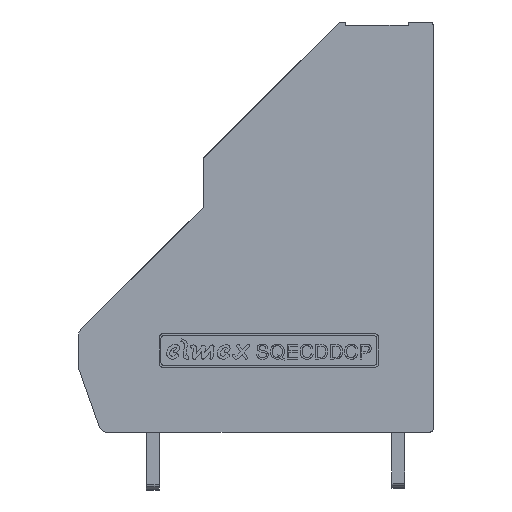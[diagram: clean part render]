
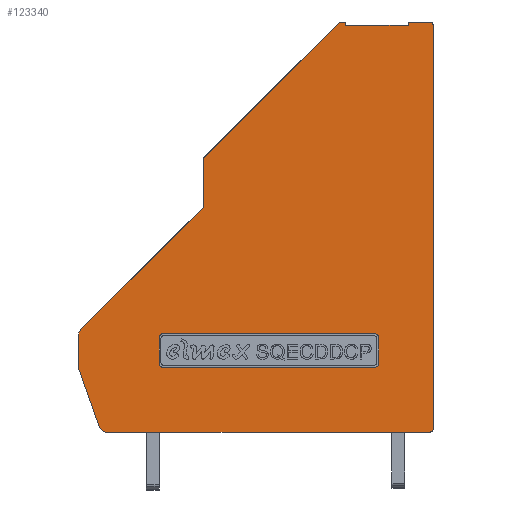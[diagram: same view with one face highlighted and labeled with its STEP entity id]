
A CAD part, front view. The second image highlights one B-rep face of the part: STEP entity #123340.
In plain terms, the highlighted planar face has unit normal (0, -1, 0).
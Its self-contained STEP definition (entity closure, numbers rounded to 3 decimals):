
#5388=CIRCLE('',#130494,0.25);
#5389=CIRCLE('',#130497,0.25);
#5390=CIRCLE('',#130500,0.25);
#5391=CIRCLE('',#130503,0.25);
#5393=CIRCLE('',#130512,0.25);
#5395=CIRCLE('',#130517,0.5);
#5479=CIRCLE('',#130727,0.5);
#5592=CIRCLE('',#131061,0.25);
#5594=CIRCLE('',#131065,0.5);
#13109=LINE('',#188071,#21668);
#13112=LINE('',#188079,#21671);
#13115=LINE('',#188087,#21674);
#13118=LINE('',#188095,#21677);
#13120=LINE('',#188100,#21679);
#13123=LINE('',#188106,#21682);
#13126=LINE('',#188112,#21685);
#13129=LINE('',#188118,#21688);
#13132=LINE('',#188124,#21691);
#13136=LINE('',#188136,#21695);
#13142=LINE('',#188149,#21701);
#13146=LINE('',#188161,#21705);
#13316=LINE('',#188827,#21875);
#13661=LINE('',#190659,#22220);
#13789=LINE('',#190941,#22348);
#13790=LINE('',#190942,#22349);
#21668=VECTOR('',#151839,1000.);
#21671=VECTOR('',#151848,1000.);
#21674=VECTOR('',#151857,1000.);
#21677=VECTOR('',#151866,1000.);
#21679=VECTOR('',#151870,1000.);
#21682=VECTOR('',#151875,1000.);
#21685=VECTOR('',#151880,1000.);
#21688=VECTOR('',#151885,1000.);
#21691=VECTOR('',#151890,1000.);
#21695=VECTOR('',#151902,1000.);
#21701=VECTOR('',#151910,1000.);
#21705=VECTOR('',#151922,1000.);
#21875=VECTOR('',#152504,1000.);
#22220=VECTOR('',#153387,1000.);
#22348=VECTOR('',#153661,1000.);
#22349=VECTOR('',#153662,1000.);
#46004=ORIENTED_EDGE('',*,*,#60347,.T.);
#46005=ORIENTED_EDGE('',*,*,#60344,.T.);
#46006=ORIENTED_EDGE('',*,*,#60341,.T.);
#46007=ORIENTED_EDGE('',*,*,#61273,.T.);
#46008=ORIENTED_EDGE('',*,*,#61274,.T.);
#46009=ORIENTED_EDGE('',*,*,#61268,.T.);
#46010=ORIENTED_EDGE('',*,*,#60335,.T.);
#46011=ORIENTED_EDGE('',*,*,#60334,.T.);
#46012=ORIENTED_EDGE('',*,*,#60329,.T.);
#46013=ORIENTED_EDGE('',*,*,#60326,.T.);
#46014=ORIENTED_EDGE('',*,*,#60323,.T.);
#46015=ORIENTED_EDGE('',*,*,#60320,.T.);
#46016=ORIENTED_EDGE('',*,*,#60317,.T.);
#46017=ORIENTED_EDGE('',*,*,#61127,.T.);
#46018=ORIENTED_EDGE('',*,*,#60624,.T.);
#46019=ORIENTED_EDGE('',*,*,#61275,.T.);
#46020=ORIENTED_EDGE('',*,*,#60632,.T.);
#46021=ORIENTED_EDGE('',*,*,#60315,.T.);
#46022=ORIENTED_EDGE('',*,*,#60313,.T.);
#46023=ORIENTED_EDGE('',*,*,#60311,.T.);
#46024=ORIENTED_EDGE('',*,*,#60309,.T.);
#46025=ORIENTED_EDGE('',*,*,#60307,.T.);
#46026=ORIENTED_EDGE('',*,*,#60305,.T.);
#46027=ORIENTED_EDGE('',*,*,#60303,.T.);
#46028=ORIENTED_EDGE('',*,*,#60301,.T.);
#60301=EDGE_CURVE('',#69849,#69848,#5388,.F.);
#60303=EDGE_CURVE('',#69850,#69849,#13109,.T.);
#60305=EDGE_CURVE('',#69851,#69850,#5389,.F.);
#60307=EDGE_CURVE('',#69852,#69851,#13112,.T.);
#60309=EDGE_CURVE('',#69853,#69852,#5390,.F.);
#60311=EDGE_CURVE('',#69854,#69853,#13115,.T.);
#60313=EDGE_CURVE('',#69855,#69854,#5391,.F.);
#60315=EDGE_CURVE('',#69848,#69855,#13118,.T.);
#60317=EDGE_CURVE('',#69858,#69857,#13120,.T.);
#60320=EDGE_CURVE('',#69860,#69858,#13123,.T.);
#60323=EDGE_CURVE('',#69862,#69860,#13126,.T.);
#60326=EDGE_CURVE('',#69864,#69862,#13129,.T.);
#60329=EDGE_CURVE('',#69866,#69864,#13132,.T.);
#60334=EDGE_CURVE('',#69869,#69866,#5393,.T.);
#60335=EDGE_CURVE('',#69870,#69869,#13136,.T.);
#60341=EDGE_CURVE('',#69872,#69875,#13142,.T.);
#60344=EDGE_CURVE('',#69877,#69872,#5395,.T.);
#60347=EDGE_CURVE('',#69878,#69877,#13146,.T.);
#60624=EDGE_CURVE('',#70026,#70025,#13316,.T.);
#60632=EDGE_CURVE('',#70028,#69878,#5479,.T.);
#61127=EDGE_CURVE('',#69857,#70026,#13661,.T.);
#61268=EDGE_CURVE('',#70396,#69870,#5592,.T.);
#61273=EDGE_CURVE('',#69875,#70398,#5594,.T.);
#61274=EDGE_CURVE('',#70398,#70396,#13789,.T.);
#61275=EDGE_CURVE('',#70025,#70028,#13790,.T.);
#69848=VERTEX_POINT('',#188066);
#69849=VERTEX_POINT('',#188068);
#69850=VERTEX_POINT('',#188072);
#69851=VERTEX_POINT('',#188076);
#69852=VERTEX_POINT('',#188080);
#69853=VERTEX_POINT('',#188084);
#69854=VERTEX_POINT('',#188088);
#69855=VERTEX_POINT('',#188092);
#69857=VERTEX_POINT('',#188099);
#69858=VERTEX_POINT('',#188101);
#69860=VERTEX_POINT('',#188107);
#69862=VERTEX_POINT('',#188113);
#69864=VERTEX_POINT('',#188119);
#69866=VERTEX_POINT('',#188125);
#69869=VERTEX_POINT('',#188132);
#69870=VERTEX_POINT('',#188137);
#69872=VERTEX_POINT('',#188143);
#69875=VERTEX_POINT('',#188148);
#69877=VERTEX_POINT('',#188153);
#69878=VERTEX_POINT('',#188158);
#70025=VERTEX_POINT('',#188826);
#70026=VERTEX_POINT('',#188828);
#70028=VERTEX_POINT('',#188837);
#70396=VERTEX_POINT('',#190928);
#70398=VERTEX_POINT('',#190938);
#76606=EDGE_LOOP('',(#46004,#46005,#46006,#46007,#46008,#46009,#46010,#46011,
#46012,#46013,#46014,#46015,#46016,#46017,#46018,#46019,#46020));
#76607=EDGE_LOOP('',(#46021,#46022,#46023,#46024,#46025,#46026,#46027,#46028));
#81857=FACE_BOUND('',#76606,.T.);
#81858=FACE_BOUND('',#76607,.T.);
#85070=PLANE('',#131066);
#123340=ADVANCED_FACE('',(#81857,#81858),#85070,.T.);
#130494=AXIS2_PLACEMENT_3D('',#188067,#151834,#151835);
#130497=AXIS2_PLACEMENT_3D('',#188075,#151843,#151844);
#130500=AXIS2_PLACEMENT_3D('',#188083,#151852,#151853);
#130503=AXIS2_PLACEMENT_3D('',#188091,#151861,#151862);
#130512=AXIS2_PLACEMENT_3D('',#188134,#151898,#151899);
#130517=AXIS2_PLACEMENT_3D('',#188155,#151916,#151917);
#130727=AXIS2_PLACEMENT_3D('',#188839,#152515,#152516);
#131061=AXIS2_PLACEMENT_3D('',#190930,#153646,#153647);
#131065=AXIS2_PLACEMENT_3D('',#190939,#153657,#153658);
#131066=AXIS2_PLACEMENT_3D('',#190940,#153659,#153660);
#151834=DIRECTION('',(0.,-1.,0.));
#151835=DIRECTION('',(0.,0.,-1.));
#151839=DIRECTION('',(0.,0.,1.));
#151843=DIRECTION('',(0.,-1.,0.));
#151844=DIRECTION('',(0.,0.,-1.));
#151848=DIRECTION('',(-1.,0.,0.));
#151852=DIRECTION('',(0.,-1.,0.));
#151853=DIRECTION('',(0.,0.,-1.));
#151857=DIRECTION('',(0.,0.,-1.));
#151861=DIRECTION('',(0.,-1.,0.));
#151862=DIRECTION('',(0.,0.,-1.));
#151866=DIRECTION('',(1.,0.,0.));
#151870=DIRECTION('',(-1.,0.,0.));
#151875=DIRECTION('',(0.,0.,1.));
#151880=DIRECTION('',(-1.,0.,0.));
#151885=DIRECTION('',(0.,0.,-1.));
#151890=DIRECTION('',(-1.,0.,0.));
#151898=DIRECTION('',(0.,-1.,0.));
#151899=DIRECTION('',(0.,0.,-1.));
#151902=DIRECTION('',(0.,0.,1.));
#151910=DIRECTION('',(0.33,0.,-0.944));
#151916=DIRECTION('',(0.,-1.,0.));
#151917=DIRECTION('',(0.,0.,-1.));
#151922=DIRECTION('',(0.,0.,-1.));
#152504=DIRECTION('',(0.,0.,-1.));
#152515=DIRECTION('',(0.,-1.,0.));
#152516=DIRECTION('',(0.,0.,-1.));
#153387=DIRECTION('',(-0.707,0.,-0.707));
#153646=DIRECTION('',(0.,-1.,0.));
#153647=DIRECTION('',(0.,0.,-1.));
#153657=DIRECTION('',(0.,-1.,0.));
#153658=DIRECTION('',(0.,0.,-1.));
#153659=DIRECTION('',(0.,-1.,0.));
#153660=DIRECTION('',(0.,0.,-1.));
#153661=DIRECTION('',(1.,0.,0.));
#153662=DIRECTION('',(-0.707,0.,-0.707));
#188066=CARTESIAN_POINT('',(17.718,-3.26,9.876));
#188067=CARTESIAN_POINT('',(17.718,-3.26,9.626));
#188068=CARTESIAN_POINT('',(17.468,-3.26,9.626));
#188071=CARTESIAN_POINT('',(17.468,-3.26,7.769));
#188072=CARTESIAN_POINT('',(17.468,-3.26,8.019));
#188075=CARTESIAN_POINT('',(17.718,-3.26,8.019));
#188076=CARTESIAN_POINT('',(17.718,-3.26,7.769));
#188079=CARTESIAN_POINT('',(31.107,-3.26,7.769));
#188080=CARTESIAN_POINT('',(30.857,-3.26,7.769));
#188083=CARTESIAN_POINT('',(30.857,-3.26,8.019));
#188084=CARTESIAN_POINT('',(31.107,-3.26,8.019));
#188087=CARTESIAN_POINT('',(31.107,-3.26,9.876));
#188088=CARTESIAN_POINT('',(31.107,-3.26,9.626));
#188091=CARTESIAN_POINT('',(30.857,-3.26,9.626));
#188092=CARTESIAN_POINT('',(30.857,-3.26,9.876));
#188095=CARTESIAN_POINT('',(17.468,-3.26,9.876));
#188099=CARTESIAN_POINT('',(28.66,-3.26,29.25));
#188100=CARTESIAN_POINT('',(28.66,-3.26,29.25));
#188101=CARTESIAN_POINT('',(29.05,-3.26,29.25));
#188106=CARTESIAN_POINT('',(29.05,-3.26,29.25));
#188107=CARTESIAN_POINT('',(29.05,-3.26,29.05));
#188112=CARTESIAN_POINT('',(29.05,-3.26,29.05));
#188113=CARTESIAN_POINT('',(32.95,-3.26,29.05));
#188118=CARTESIAN_POINT('',(32.95,-3.26,29.05));
#188119=CARTESIAN_POINT('',(32.95,-3.26,29.25));
#188124=CARTESIAN_POINT('',(32.95,-3.26,29.25));
#188125=CARTESIAN_POINT('',(34.27,-3.26,29.25));
#188132=CARTESIAN_POINT('',(34.52,-3.26,29.));
#188134=CARTESIAN_POINT('',(34.27,-3.26,29.));
#188136=CARTESIAN_POINT('',(34.52,-3.26,29.25));
#188137=CARTESIAN_POINT('',(34.52,-3.26,4.));
#188143=CARTESIAN_POINT('',(12.478,-3.26,7.67));
#188148=CARTESIAN_POINT('',(13.733,-3.26,4.085));
#188149=CARTESIAN_POINT('',(12.45,-3.26,7.75));
#188153=CARTESIAN_POINT('',(12.45,-3.26,7.835));
#188155=CARTESIAN_POINT('',(12.95,-3.26,7.835));
#188158=CARTESIAN_POINT('',(12.45,-3.26,9.763));
#188161=CARTESIAN_POINT('',(12.45,-3.26,9.97));
#188826=CARTESIAN_POINT('',(20.2,-3.26,17.72));
#188827=CARTESIAN_POINT('',(20.2,-3.26,17.72));
#188828=CARTESIAN_POINT('',(20.2,-3.26,20.79));
#188837=CARTESIAN_POINT('',(12.596,-3.26,10.117));
#188839=CARTESIAN_POINT('',(12.95,-3.26,9.763));
#190659=CARTESIAN_POINT('',(20.2,-3.26,20.79));
#190928=CARTESIAN_POINT('',(34.27,-3.26,3.75));
#190930=CARTESIAN_POINT('',(34.27,-3.26,4.));
#190938=CARTESIAN_POINT('',(14.205,-3.26,3.75));
#190939=CARTESIAN_POINT('',(14.205,-3.26,4.25));
#190940=CARTESIAN_POINT('',(0.,-3.26,0.));
#190941=CARTESIAN_POINT('',(34.52,-3.26,3.75));
#190942=CARTESIAN_POINT('',(20.2,-3.26,17.72));
